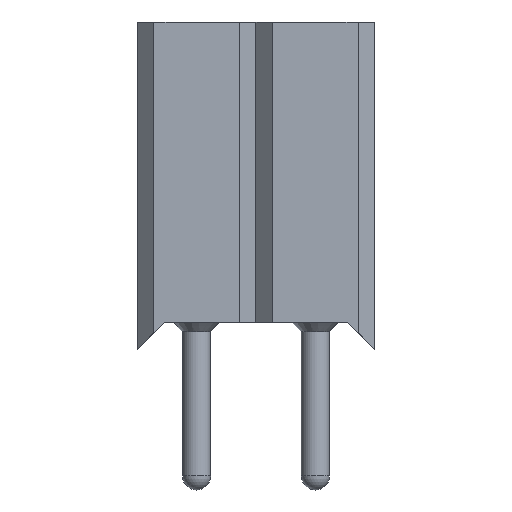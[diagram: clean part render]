
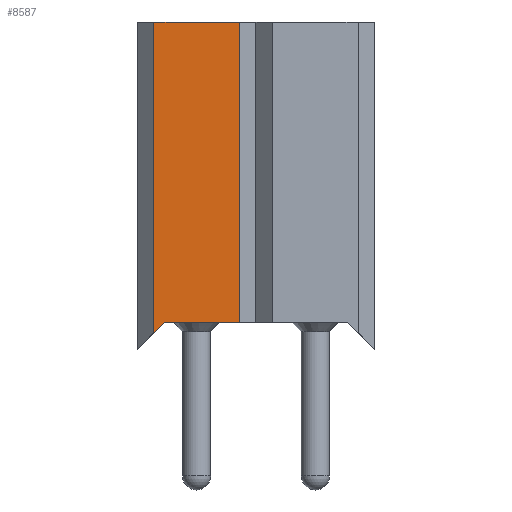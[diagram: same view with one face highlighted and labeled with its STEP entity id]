
A CAD part, left-side view. The second image highlights one B-rep face of the part: STEP entity #8587.
In plain terms, the highlighted planar face has unit normal (-1, 0, 0).
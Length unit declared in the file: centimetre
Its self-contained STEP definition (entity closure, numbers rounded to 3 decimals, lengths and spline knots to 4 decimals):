
#380=LINE('',#12590,#630);
#388=LINE('',#12608,#638);
#389=LINE('',#12610,#639);
#390=LINE('',#12612,#640);
#391=LINE('',#12613,#641);
#630=VECTOR('',#10231,0.6415);
#638=VECTOR('',#10245,0.182);
#639=VECTOR('',#10246,0.664);
#640=VECTOR('',#10247,0.0318);
#641=VECTOR('',#10248,0.1595);
#888=PLANE('',#9211);
#1810=FACE_OUTER_BOUND('',#2352,.T.);
#2352=EDGE_LOOP('',(#5666,#5667,#5668,#5669,#5670));
#3394=VERTEX_POINT('',#12586);
#3395=VERTEX_POINT('',#12588);
#3402=VERTEX_POINT('',#12607);
#3403=VERTEX_POINT('',#12609);
#3404=VERTEX_POINT('',#12611);
#4326=EDGE_CURVE('',#3394,#3395,#380,.T.);
#4334=EDGE_CURVE('',#3395,#3402,#388,.T.);
#4335=EDGE_CURVE('',#3402,#3403,#389,.T.);
#4336=EDGE_CURVE('',#3404,#3403,#390,.T.);
#4337=EDGE_CURVE('',#3404,#3394,#391,.T.);
#5666=ORIENTED_EDGE('',*,*,#4326,.T.);
#5667=ORIENTED_EDGE('',*,*,#4334,.T.);
#5668=ORIENTED_EDGE('',*,*,#4335,.T.);
#5669=ORIENTED_EDGE('',*,*,#4336,.F.);
#5670=ORIENTED_EDGE('',*,*,#4337,.T.);
#8587=ADVANCED_FACE('',(#1810),#888,.T.);
#9211=AXIS2_PLACEMENT_3D('',#12606,#10243,#10244);
#10231=DIRECTION('',(0.,0.,1.));
#10243=DIRECTION('center_axis',(-1.,0.,0.));
#10244=DIRECTION('ref_axis',(0.,-1.,0.));
#10245=DIRECTION('',(0.,1.,0.));
#10246=DIRECTION('',(0.,0.,-1.));
#10247=DIRECTION('',(0.,0.707,-0.707));
#10248=DIRECTION('',(0.,-1.,0.));
#12586=CARTESIAN_POINT('',(-4.3088,2.0833,-2.8177));
#12588=CARTESIAN_POINT('',(-4.3088,2.0833,-2.1762));
#12590=CARTESIAN_POINT('',(-4.3088,2.0833,-2.5262));
#12606=CARTESIAN_POINT('Origin',(-4.3088,2.0473,-2.8762));
#12607=CARTESIAN_POINT('',(-4.3088,2.2653,-2.1762));
#12608=CARTESIAN_POINT('',(-4.3088,2.0473,-2.1762));
#12609=CARTESIAN_POINT('',(-4.3088,2.2653,-2.8402));
#12610=CARTESIAN_POINT('',(-4.3088,2.2653,-2.8762));
#12611=CARTESIAN_POINT('',(-4.3088,2.2428,-2.8177));
#12612=CARTESIAN_POINT('',(-4.3088,2.2378,-2.8127));
#12613=CARTESIAN_POINT('',(-4.3088,1.9496,-2.8177));
